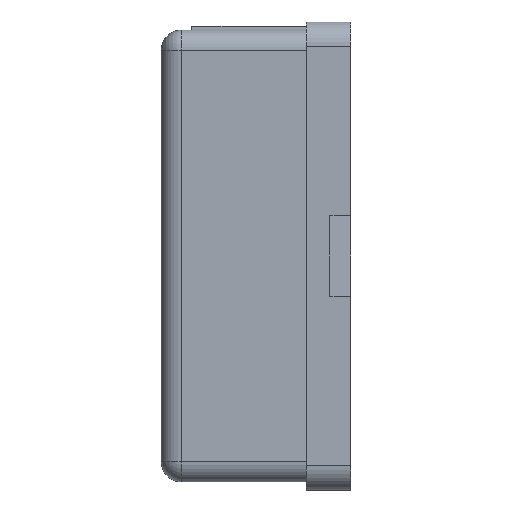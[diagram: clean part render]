
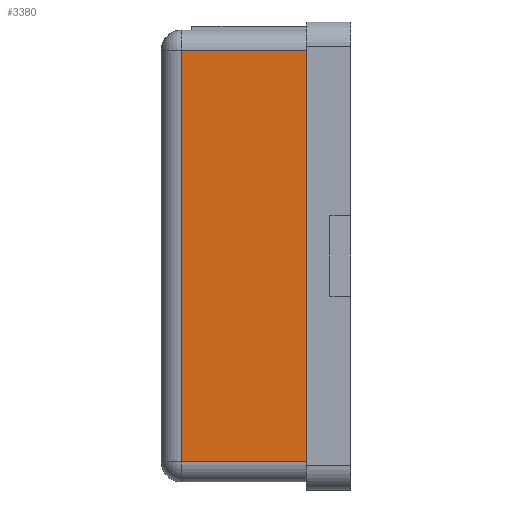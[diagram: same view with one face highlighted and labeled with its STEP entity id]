
A CAD part, left-side view. The second image highlights one B-rep face of the part: STEP entity #3380.
In plain terms, the highlighted planar face has unit normal (-1, 0, 0).
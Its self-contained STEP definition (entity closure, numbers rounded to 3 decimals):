
#1117 = ORIENTED_EDGE ( 'NONE', *, *, #12216, .T. ) ;
#1142 = CARTESIAN_POINT ( 'NONE',  ( -19.5, 21., 25.5 ) ) ;
#1580 = PLANE ( 'NONE',  #5809 ) ;
#2149 = VERTEX_POINT ( 'NONE', #1142 ) ;
#2500 = LINE ( 'NONE', #12833, #9102 ) ;
#2533 = EDGE_CURVE ( 'NONE', #3219, #3021, #3126, .T. ) ;
#2780 = VECTOR ( 'NONE', #8396, 1000. ) ;
#3021 = VERTEX_POINT ( 'NONE', #11351 ) ;
#3126 = LINE ( 'NONE', #9627, #2780 ) ;
#3169 = VERTEX_POINT ( 'NONE', #3230 ) ;
#3219 = VERTEX_POINT ( 'NONE', #3446 ) ;
#3230 = CARTESIAN_POINT ( 'NONE',  ( -19.5, 5.5, 25.5 ) ) ;
#3380 = ADVANCED_FACE ( 'NONE', ( #4263 ), #1580, .F. ) ;
#3446 = CARTESIAN_POINT ( 'NONE',  ( -19.5, 21., -25.5 ) ) ;
#3763 = DIRECTION ( 'NONE',  ( 0., 0., -1. ) ) ;
#4263 = FACE_OUTER_BOUND ( 'NONE', #9112, .T. ) ;
#4784 = CARTESIAN_POINT ( 'NONE',  ( -19.5, 23.5, 28. ) ) ;
#5456 = CARTESIAN_POINT ( 'NONE',  ( -19.5, 5.5, 28. ) ) ;
#5809 = AXIS2_PLACEMENT_3D ( 'NONE', #4784, #5818, #3763 ) ;
#5818 = DIRECTION ( 'NONE',  ( 1., 0., 0. ) ) ;
#7200 = EDGE_CURVE ( 'NONE', #3169, #2149, #2500, .T. ) ;
#8396 = DIRECTION ( 'NONE',  ( 0., -1., 0. ) ) ;
#8613 = DIRECTION ( 'NONE',  ( 0., 0., -1. ) ) ;
#9102 = VECTOR ( 'NONE', #9651, 1000. ) ;
#9112 = EDGE_LOOP ( 'NONE', ( #12684, #9791, #1117, #11640 ) ) ;
#9573 = LINE ( 'NONE', #10558, #12260 ) ;
#9627 = CARTESIAN_POINT ( 'NONE',  ( -19.5, 23.5, -25.5 ) ) ;
#9651 = DIRECTION ( 'NONE',  ( 0., 1., 0. ) ) ;
#9759 = DIRECTION ( 'NONE',  ( 0., 0., 1. ) ) ;
#9791 = ORIENTED_EDGE ( 'NONE', *, *, #7200, .T. ) ;
#10558 = CARTESIAN_POINT ( 'NONE',  ( -19.5, 21., -28. ) ) ;
#10891 = EDGE_CURVE ( 'NONE', #3021, #3169, #12782, .T. ) ;
#11351 = CARTESIAN_POINT ( 'NONE',  ( -19.5, 5.5, -25.5 ) ) ;
#11640 = ORIENTED_EDGE ( 'NONE', *, *, #2533, .T. ) ;
#12216 = EDGE_CURVE ( 'NONE', #2149, #3219, #9573, .T. ) ;
#12260 = VECTOR ( 'NONE', #8613, 1000. ) ;
#12438 = VECTOR ( 'NONE', #9759, 1000. ) ;
#12684 = ORIENTED_EDGE ( 'NONE', *, *, #10891, .T. ) ;
#12782 = LINE ( 'NONE', #5456, #12438 ) ;
#12833 = CARTESIAN_POINT ( 'NONE',  ( -19.5, 23.5, 25.5 ) ) ;
